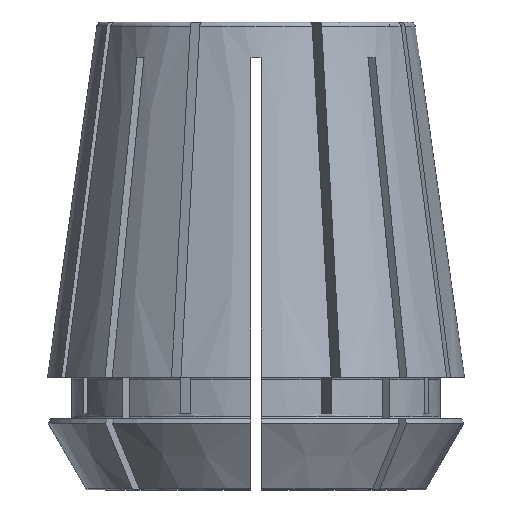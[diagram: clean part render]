
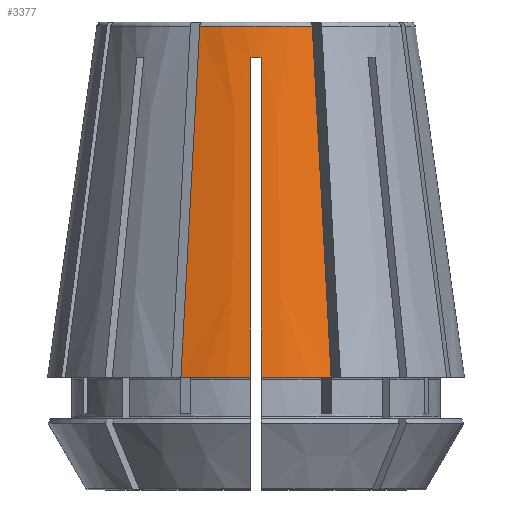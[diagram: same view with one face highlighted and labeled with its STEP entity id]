
A CAD part, front view. The second image highlights one B-rep face of the part: STEP entity #3377.
In plain terms, the highlighted conical face has half-angle 8 degrees and reference radius 20.5 mm.
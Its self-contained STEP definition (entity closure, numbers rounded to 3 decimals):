
#64=CONICAL_SURFACE('',#3735,20.5,0.14);
#597=B_SPLINE_CURVE_WITH_KNOTS('',3,(#5029,#5030,#5031,#5032,#5033,#5034,
#5035),.UNSPECIFIED.,.F.,.U.,(4,3,4),(0.025,0.029,
0.057),.UNSPECIFIED.);
#696=B_SPLINE_CURVE_WITH_KNOTS('',3,(#6076,#6077,#6078,#6079,#6080,#6081,
#6082),.UNSPECIFIED.,.F.,.U.,(4,3,4),(0.,0.027,
0.035),.UNSPECIFIED.);
#697=B_SPLINE_CURVE_WITH_KNOTS('',3,(#6083,#6084,#6085,#6086,#6087,#6088,
#6089),.UNSPECIFIED.,.F.,.U.,(4,3,4),(0.,0.027,
0.035),.UNSPECIFIED.);
#698=B_SPLINE_CURVE_WITH_KNOTS('',3,(#6090,#6091,#6092,#6093,#6094,#6095,
#6096),.UNSPECIFIED.,.F.,.U.,(4,3,4),(0.025,0.029,
0.057),.UNSPECIFIED.);
#836=VERTEX_POINT('',#4991);
#847=VERTEX_POINT('',#5028);
#848=VERTEX_POINT('',#5038);
#1015=VERTEX_POINT('',#5715);
#1018=VERTEX_POINT('',#5731);
#1019=VERTEX_POINT('',#5733);
#1062=VERTEX_POINT('',#6068);
#1063=VERTEX_POINT('',#6073);
#1105=CIRCLE('',#3473,16.087);
#1202=CIRCLE('',#3647,20.5);
#1204=CIRCLE('',#3651,20.5);
#1241=CIRCLE('',#3734,15.656);
#1399=EDGE_CURVE('',#847,#836,#597,.T.);
#1400=EDGE_CURVE('',#848,#847,#1105,.T.);
#1645=EDGE_CURVE('',#1015,#836,#1202,.T.);
#1651=EDGE_CURVE('',#1019,#1018,#1204,.T.);
#1769=EDGE_CURVE('',#1063,#1062,#1241,.T.);
#1770=EDGE_CURVE('',#1062,#1018,#696,.T.);
#1771=EDGE_CURVE('',#1063,#1015,#697,.T.);
#1772=EDGE_CURVE('',#848,#1019,#698,.T.);
#2636=ORIENTED_EDGE('',*,*,#1770,.F.);
#2637=ORIENTED_EDGE('',*,*,#1769,.F.);
#2638=ORIENTED_EDGE('',*,*,#1771,.T.);
#2639=ORIENTED_EDGE('',*,*,#1645,.T.);
#2640=ORIENTED_EDGE('',*,*,#1399,.F.);
#2641=ORIENTED_EDGE('',*,*,#1400,.F.);
#2642=ORIENTED_EDGE('',*,*,#1772,.T.);
#2643=ORIENTED_EDGE('',*,*,#1651,.T.);
#3017=EDGE_LOOP('',(#2636,#2637,#2638,#2639,#2640,#2641,#2642,#2643));
#3197=FACE_BOUND('',#3017,.T.);
#3377=ADVANCED_FACE('',(#3197),#64,.T.);
#3473=AXIS2_PLACEMENT_3D('',#5037,#3934,#3935);
#3647=AXIS2_PLACEMENT_3D('',#5714,#4316,#4317);
#3651=AXIS2_PLACEMENT_3D('',#5732,#4324,#4325);
#3734=AXIS2_PLACEMENT_3D('',#6074,#4489,#4490);
#3735=AXIS2_PLACEMENT_3D('',#6075,#4491,#4492);
#3934=DIRECTION('',(0.,0.,-1.));
#3935=DIRECTION('',(-16.087,0.,0.));
#4316=DIRECTION('',(0.,0.,1.));
#4317=DIRECTION('',(20.5,0.,0.));
#4324=DIRECTION('',(0.,0.,1.));
#4325=DIRECTION('',(20.5,0.,0.));
#4489=DIRECTION('',(0.,0.,1.));
#4490=DIRECTION('',(15.656,0.,0.));
#4491=DIRECTION('',(0.,0.,-1.));
#4492=DIRECTION('',(-20.5,0.,0.));
#4991=CARTESIAN_POINT('',(-0.5,-20.494,11.3));
#5028=CARTESIAN_POINT('',(-0.5,-16.079,42.7));
#5029=CARTESIAN_POINT('',(-0.5,-16.079,42.7));
#5030=CARTESIAN_POINT('',(-0.5,-16.255,41.449));
#5031=CARTESIAN_POINT('',(-0.5,-16.431,40.199));
#5032=CARTESIAN_POINT('',(-0.5,-16.607,38.948));
#5033=CARTESIAN_POINT('',(-0.5,-17.903,29.732));
#5034=CARTESIAN_POINT('',(-0.5,-19.198,20.516));
#5035=CARTESIAN_POINT('',(-0.5,-20.494,11.3));
#5037=CARTESIAN_POINT('',(0.,0.,42.7));
#5038=CARTESIAN_POINT('',(0.5,-16.079,42.7));
#5714=CARTESIAN_POINT('',(0.,0.,11.3));
#5715=CARTESIAN_POINT('',(-7.381,-19.125,11.3));
#5731=CARTESIAN_POINT('',(7.381,-19.125,11.3));
#5732=CARTESIAN_POINT('',(0.,0.,11.3));
#5733=CARTESIAN_POINT('',(0.5,-20.494,11.3));
#6068=CARTESIAN_POINT('',(5.526,-14.648,45.77));
#6073=CARTESIAN_POINT('',(-5.526,-14.648,45.77));
#6074=CARTESIAN_POINT('',(0.,0.,45.77));
#6075=CARTESIAN_POINT('',(0.,0.,11.3));
#6076=CARTESIAN_POINT('',(5.526,-14.648,45.77));
#6077=CARTESIAN_POINT('',(6.014,-15.826,36.697));
#6078=CARTESIAN_POINT('',(6.502,-17.005,27.624));
#6079=CARTESIAN_POINT('',(6.991,-18.183,18.552));
#6080=CARTESIAN_POINT('',(7.121,-18.497,16.134));
#6081=CARTESIAN_POINT('',(7.251,-18.811,13.717));
#6082=CARTESIAN_POINT('',(7.381,-19.125,11.3));
#6083=CARTESIAN_POINT('',(-5.526,-14.648,45.77));
#6084=CARTESIAN_POINT('',(-6.014,-15.826,36.697));
#6085=CARTESIAN_POINT('',(-6.502,-17.005,27.624));
#6086=CARTESIAN_POINT('',(-6.991,-18.183,18.552));
#6087=CARTESIAN_POINT('',(-7.121,-18.497,16.134));
#6088=CARTESIAN_POINT('',(-7.251,-18.811,13.717));
#6089=CARTESIAN_POINT('',(-7.381,-19.125,11.3));
#6090=CARTESIAN_POINT('',(0.5,-16.079,42.7));
#6091=CARTESIAN_POINT('',(0.5,-16.255,41.449));
#6092=CARTESIAN_POINT('',(0.5,-16.431,40.199));
#6093=CARTESIAN_POINT('',(0.5,-16.607,38.948));
#6094=CARTESIAN_POINT('',(0.5,-17.903,29.732));
#6095=CARTESIAN_POINT('',(0.5,-19.198,20.516));
#6096=CARTESIAN_POINT('',(0.5,-20.494,11.3));
